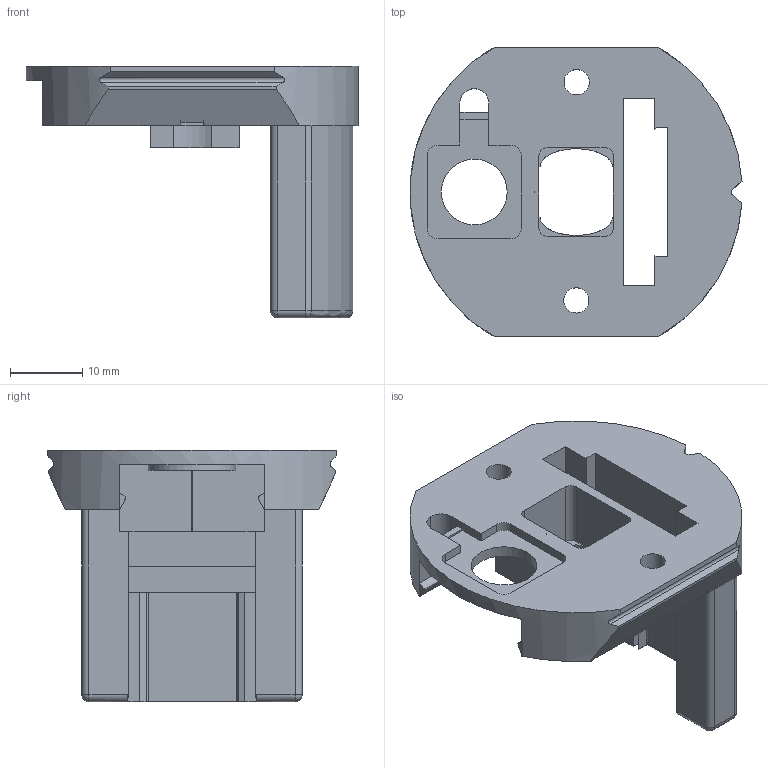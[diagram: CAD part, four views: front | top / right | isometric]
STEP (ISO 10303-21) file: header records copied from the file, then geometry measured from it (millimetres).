
FILE_DESCRIPTION(/* description */ (''),/* implementation_level */ '2;1');
FILE_NAME(/* name */ 'Base.step',/* time_stamp */ '2026-01-10T18:28:05Z',/* author */ (''),/* organization */ (''),/* preprocessor_version */ 'ST-DEVELOPER v20.1',/* originating_system */ 'Autodesk Translation Framework v14.21.0.0',/* authorisation */ '');
FILE_SCHEMA (('AUTOMOTIVE_DESIGN { 1 0 10303 214 3 1 1 }'));
Length unit declared in the file: millimetre
Products named in the file (1): Base
Bounding box: 45.95 x 40 x 34.85 mm (x, y, z)
Volume: 12512.8 mm3; surface area: 7898.5 mm2
Topology: 1 solids, 1 shells, 148 faces, 421 edges, 274 vertices
Faces by surface type: plane 100, cylinder 38, bspline 5, sphere 4, torus 1
Full cylindrical faces by diameter (mm): 3.5 x2, 9.1 x1, 12.1 x1
Entity records: 5027 total; most frequent: CARTESIAN_POINT 1089, ORIENTED_EDGE 842, DIRECTION 788, EDGE_CURVE 421, LINE 302, VECTOR 302, VERTEX_POINT 274, AXIS2_PLACEMENT_3D 243
